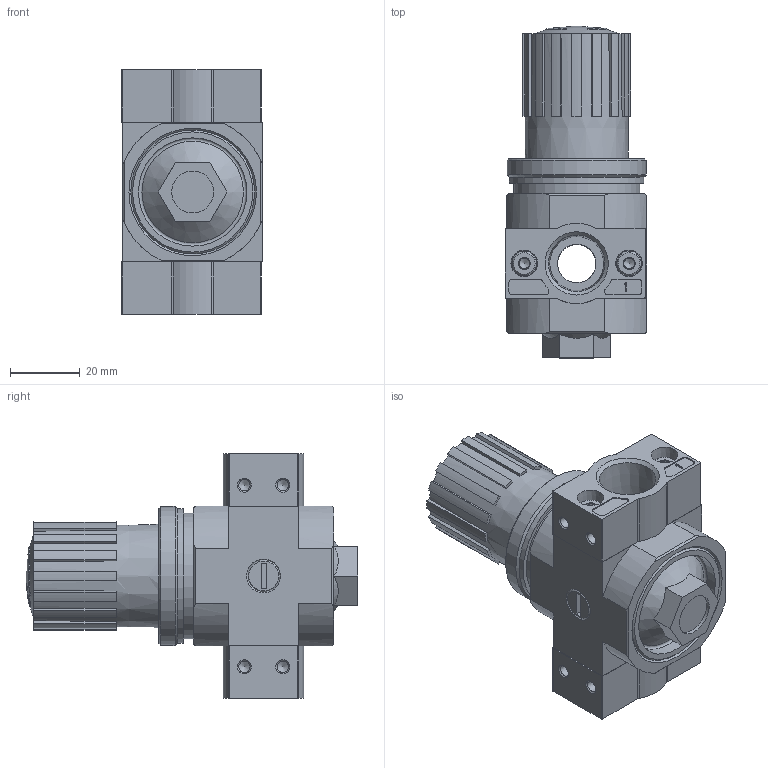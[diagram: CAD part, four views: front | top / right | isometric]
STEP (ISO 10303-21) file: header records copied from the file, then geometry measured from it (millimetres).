
FILE_DESCRIPTION(/* description */ ('STEP AP214'),/* implementation_level */ '2;1');
FILE_NAME(/* name */ '173655_LR-3_8-D-7-O-MINI-NPT',/* time_stamp */ '2024-09-04T21:50:11+02:00',/* author */ ('License CC BY-ND 4.0'),/* organization */ ('CADENAS'),/* preprocessor_version */ 'ST-DEVELOPER v19.3',/* originating_system */ 'PARTsolutions',/* authorisation */ ' ');
FILE_SCHEMA (('AUTOMOTIVE_DESIGN {1 0 10303 214 3 1 1}'));
Length unit declared in the file: millimetre
Products named in the file (7): 173655 LR-3/8-D-7-O-MINI-NPT---(0); 127301 LR-D-7-MINI--(0); 398011 LRVS-D-MINI; 679802 PBL-3/8-D-MINI-R-NPT--P1; DIN-912 - M4x16(F); 679801 PBL-3/8-D-MINI-L-NPT--P1; 373845 LR-MINI
Assembly tree (10 placements, depth 2):
  173655 LR-3/8-D-7-O-MINI-NPT---(0)
    127301 LR-D-7-MINI--(0)
    398011 LRVS-D-MINI
    679802 PBL-3/8-D-MINI-R-NPT--P1
    DIN-912 - M4x16(F)  x4
    679801 PBL-3/8-D-MINI-L-NPT--P1
    373845 LR-MINI  x2
Bounding box: 40.4 x 95 x 70 mm (x, y, z)
Volume: 110339.7 mm3; surface area: 32358.6 mm2
Topology: 10 solids, 10 shells, 464 faces, 1094 edges, 687 vertices
Faces by surface type: plane 253, cylinder 115, cone 87, sphere 5, torus 4
Full cylindrical faces by diameter (mm): 3.242 x8, 4 x4, 4.3 x2, 6.9 x2, 7 x4, 8.2 x2, 8.566 x2, 9.728 x2, 11 x2, 11.4 x1, 12 x1, 12.2 x2, 15.7 x1, 15.8 x1, 24.9 x1, 26.9 x1, 31 x1, 33.9 x1, 34.376 x1, 36 x1, 38.5 x1, 39.8 x1
Entity records: 12928 total; most frequent: CARTESIAN_POINT 1955, DIRECTION 1894, ORIENTED_EDGE 1620, EDGE_CURVE 810, AXIS2_PLACEMENT_3D 754, VERTEX_POINT 581, FACE_BOUND 509, EDGE_LOOP 500
